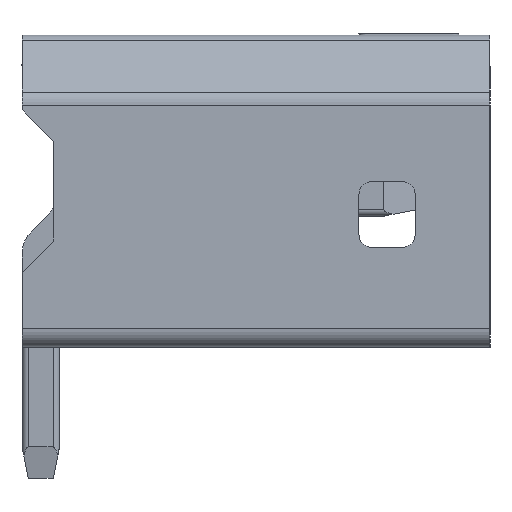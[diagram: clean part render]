
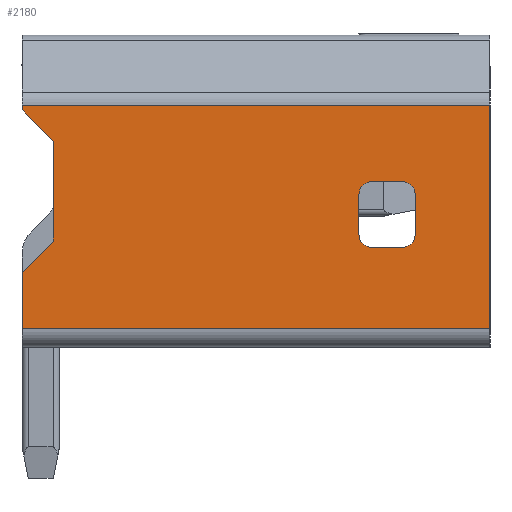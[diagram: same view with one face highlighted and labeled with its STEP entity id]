
A CAD part, left-side view. The second image highlights one B-rep face of the part: STEP entity #2180.
In plain terms, the highlighted face is planar.
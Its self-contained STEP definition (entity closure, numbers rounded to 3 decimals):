
#60=CARTESIAN_POINT('',(-1.839,-12.493,-0.55));
#70=DIRECTION('',(0.,1.,0.));
#80=VECTOR('',#70,1.);
#90=LINE('',#60,#80);
#100=CARTESIAN_POINT('',(-1.839,-15.422,-0.55));
#110=VERTEX_POINT('',#100);
#120=CARTESIAN_POINT('',(-1.839,-14.772,-0.55));
#130=VERTEX_POINT('',#120);
#140=EDGE_CURVE('',#110,#130,#90,.T.);
#530=CARTESIAN_POINT('',(-3.039,-14.572,-0.55));
#540=DIRECTION('',(1.,0.,0.));
#550=VECTOR('',#540,1.);
#560=LINE('',#530,#550);
#570=CARTESIAN_POINT('',(-1.639,-14.572,-0.55));
#580=VERTEX_POINT('',#570);
#590=CARTESIAN_POINT('',(-1.139,-14.572,-0.55));
#600=VERTEX_POINT('',#590);
#610=EDGE_CURVE('',#580,#600,#560,.T.);
#950=CARTESIAN_POINT('',(5.215,-13.346,-0.55));
#960=DIRECTION('',(-0.,0.,1.));
#970=DIRECTION('',(0.,-1.,0.));
#980=AXIS2_PLACEMENT_3D('',#950,#960,#970);
#990=PLANE('',#980);
#1000=CARTESIAN_POINT('',(-1.639,-14.772,-0.55));
#1010=DIRECTION('',(0.,0.,-1.));
#1020=DIRECTION('',(0.,-1.,0.));
#1030=AXIS2_PLACEMENT_3D('',#1000,#1010,#1020);
#1040=CIRCLE('',#1030,0.2);
#1050=EDGE_CURVE('',#130,#580,#1040,.T.);
#1060=ORIENTED_EDGE('',*,*,#1050,.F.);
#1070=ORIENTED_EDGE('',*,*,#610,.F.);
#1080=CARTESIAN_POINT('',(-1.139,-14.772,-0.55));
#1090=DIRECTION('',(0.,0.,-1.));
#1100=DIRECTION('',(0.,-1.,0.));
#1110=AXIS2_PLACEMENT_3D('',#1080,#1090,#1100);
#1120=CIRCLE('',#1110,0.2);
#1130=CARTESIAN_POINT('',(-0.939,-14.772,-0.55));
#1140=VERTEX_POINT('',#1130);
#1150=EDGE_CURVE('',#600,#1140,#1120,.T.);
#1160=ORIENTED_EDGE('',*,*,#1150,.F.);
#1170=CARTESIAN_POINT('',(-0.939,-12.493,-0.55));
#1180=DIRECTION('',(0.,-1.,0.));
#1190=VECTOR('',#1180,1.);
#1200=LINE('',#1170,#1190);
#1210=CARTESIAN_POINT('',(-0.939,-15.422,-0.55));
#1220=VERTEX_POINT('',#1210);
#1230=EDGE_CURVE('',#1140,#1220,#1200,.T.);
#1240=ORIENTED_EDGE('',*,*,#1230,.F.);
#1250=CARTESIAN_POINT('',(-1.139,-15.422,-0.55));
#1260=DIRECTION('',(0.,0.,-1.));
#1270=DIRECTION('',(0.,-1.,0.));
#1280=AXIS2_PLACEMENT_3D('',#1250,#1260,#1270);
#1290=CIRCLE('',#1280,0.2);
#1300=CARTESIAN_POINT('',(-1.139,-15.622,-0.55));
#1310=VERTEX_POINT('',#1300);
#1320=EDGE_CURVE('',#1220,#1310,#1290,.T.);
#1330=ORIENTED_EDGE('',*,*,#1320,.F.);
#1340=CARTESIAN_POINT('',(-3.039,-15.622,-0.55));
#1350=DIRECTION('',(-1.,0.,0.));
#1360=VECTOR('',#1350,1.);
#1370=LINE('',#1340,#1360);
#1380=CARTESIAN_POINT('',(-1.639,-15.622,-0.55));
#1390=VERTEX_POINT('',#1380);
#1400=EDGE_CURVE('',#1310,#1390,#1370,.T.);
#1410=ORIENTED_EDGE('',*,*,#1400,.F.);
#1420=CARTESIAN_POINT('',(-1.639,-15.422,-0.55));
#1430=DIRECTION('',(0.,0.,-1.));
#1440=DIRECTION('',(0.,-1.,0.));
#1450=AXIS2_PLACEMENT_3D('',#1420,#1430,#1440);
#1460=CIRCLE('',#1450,0.2);
#1470=EDGE_CURVE('',#1390,#110,#1460,.T.);
#1480=ORIENTED_EDGE('',*,*,#1470,.F.);
#1490=ORIENTED_EDGE('',*,*,#140,.F.);
#1500=EDGE_LOOP('',(#1490,#1480,#1410,#1330,#1240,#1160,#1070,#1060));
#1510=FACE_BOUND('',#1500,.T.);
#1520=CARTESIAN_POINT('',(5.215,-16.922,-0.55));
#1530=DIRECTION('',(-1.,0.,0.));
#1540=VECTOR('',#1530,1.);
#1550=LINE('',#1520,#1540);
#1560=CARTESIAN_POINT('',(4.461,-16.922,-0.55));
#1570=VERTEX_POINT('',#1560);
#1580=CARTESIAN_POINT('',(-3.039,-16.922,-0.55));
#1590=VERTEX_POINT('',#1580);
#1600=EDGE_CURVE('',#1570,#1590,#1550,.T.);
#1610=ORIENTED_EDGE('',*,*,#1600,.T.);
#1620=CARTESIAN_POINT('',(4.461,-12.493,-0.55));
#1630=DIRECTION('',(0.,-1.,0.));
#1640=VECTOR('',#1630,1.);
#1650=LINE('',#1620,#1640);
#1660=CARTESIAN_POINT('',(4.461,-16.022,-0.55));
#1670=VERTEX_POINT('',#1660);
#1680=EDGE_CURVE('',#1670,#1570,#1650,.T.);
#1690=ORIENTED_EDGE('',*,*,#1680,.T.);
#1700=CARTESIAN_POINT('',(-3.039,-8.522,-0.55));
#1710=DIRECTION('',(-0.707,0.707,0.));
#1720=VECTOR('',#1710,1.);
#1730=LINE('',#1700,#1720);
#1740=CARTESIAN_POINT('',(3.961,-15.522,-0.55));
#1750=VERTEX_POINT('',#1740);
#1760=EDGE_CURVE('',#1670,#1750,#1730,.T.);
#1770=ORIENTED_EDGE('',*,*,#1760,.F.);
#1780=CARTESIAN_POINT('',(3.961,-12.493,-0.55));
#1790=DIRECTION('',(0.,1.,0.));
#1800=VECTOR('',#1790,1.);
#1810=LINE('',#1780,#1800);
#1820=CARTESIAN_POINT('',(3.961,-13.922,-0.55));
#1830=VERTEX_POINT('',#1820);
#1840=EDGE_CURVE('',#1750,#1830,#1810,.T.);
#1850=ORIENTED_EDGE('',*,*,#1840,.F.);
#1860=CARTESIAN_POINT('',(-3.039,-20.922,-0.55));
#1870=DIRECTION('',(0.707,0.707,0.));
#1880=VECTOR('',#1870,1.);
#1890=LINE('',#1860,#1880);
#1900=CARTESIAN_POINT('',(4.461,-13.422,-0.55));
#1910=VERTEX_POINT('',#1900);
#1920=EDGE_CURVE('',#1830,#1910,#1890,.T.);
#1930=ORIENTED_EDGE('',*,*,#1920,.F.);
#1940=CARTESIAN_POINT('',(4.461,-12.493,-0.55));
#1950=DIRECTION('',(0.,-1.,0.));
#1960=VECTOR('',#1950,1.);
#1970=LINE('',#1940,#1960);
#1980=CARTESIAN_POINT('',(4.461,-13.346,-0.55));
#1990=VERTEX_POINT('',#1980);
#2000=EDGE_CURVE('',#1990,#1910,#1970,.T.);
#2010=ORIENTED_EDGE('',*,*,#2000,.T.);
#2020=CARTESIAN_POINT('',(-3.039,-13.346,-0.55));
#2030=DIRECTION('',(1.,0.,0.));
#2040=VECTOR('',#2030,1.);
#2050=LINE('',#2020,#2040);
#2060=CARTESIAN_POINT('',(-3.039,-13.346,-0.55));
#2070=VERTEX_POINT('',#2060);
#2080=EDGE_CURVE('',#2070,#1990,#2050,.T.);
#2090=ORIENTED_EDGE('',*,*,#2080,.T.);
#2100=CARTESIAN_POINT('',(-3.039,-12.493,-0.55));
#2110=DIRECTION('',(0.,1.,0.));
#2120=VECTOR('',#2110,1.);
#2130=LINE('',#2100,#2120);
#2140=EDGE_CURVE('',#1590,#2070,#2130,.T.);
#2150=ORIENTED_EDGE('',*,*,#2140,.T.);
#2160=EDGE_LOOP('',(#2150,#2090,#2010,#1930,#1850,#1770,#1690,#1610));
#2170=FACE_OUTER_BOUND('',#2160,.T.);
#2180=ADVANCED_FACE('',(#1510,#2170),#990,.F.);
